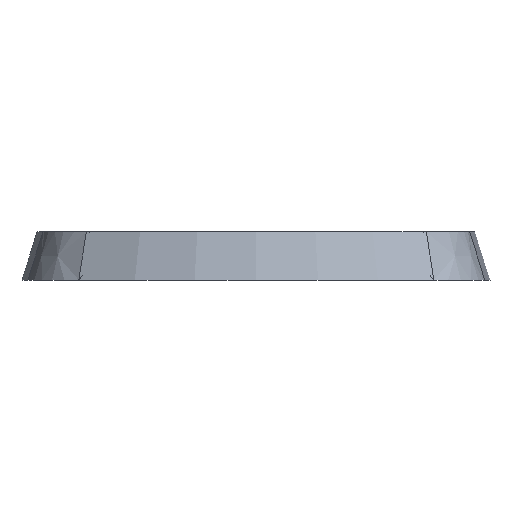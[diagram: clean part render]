
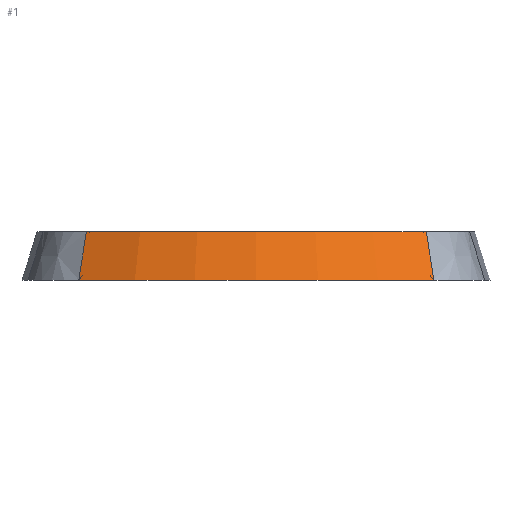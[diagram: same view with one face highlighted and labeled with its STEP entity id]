
A CAD part, front view. The second image highlights one B-rep face of the part: STEP entity #1.
In plain terms, the highlighted conical face has half-angle 17.543 degrees and reference radius 29.5 mm.
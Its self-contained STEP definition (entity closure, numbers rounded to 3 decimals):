
#1 = ADVANCED_FACE ( 'NONE', ( #1707 ), #1643, .T. ) ;
#194 = LINE ( 'NONE', #195, #1637 ) ;
#195 = CARTESIAN_POINT ( 'NONE',  ( 14.146, -64.936, 3. ) ) ;
#196 = DIRECTION ( 'NONE',  ( -0.151, 0.261, 0.953 ) ) ;
#205 = CARTESIAN_POINT ( 'NONE',  ( 0., -40.5, -1. ) ) ;
#209 = DIRECTION ( 'NONE',  ( 0., 0., 1. ) ) ;
#210 = DIRECTION ( 'NONE',  ( 1., 0., 0. ) ) ;
#211 = CARTESIAN_POINT ( 'NONE',  ( 0., -40.5, 3. ) ) ;
#212 = LINE ( 'NONE', #213, #1421 ) ;
#213 = CARTESIAN_POINT ( 'NONE',  ( -14.146, -64.936, 3. ) ) ;
#214 = DIRECTION ( 'NONE',  ( 0.151, 0.261, 0.953 ) ) ;
#215 = DIRECTION ( 'NONE',  ( 0., 0., 1. ) ) ;
#216 = DIRECTION ( 'NONE',  ( 1., 0., 0. ) ) ;
#585 = CARTESIAN_POINT ( 'NONE',  ( 0., -40.5, -1. ) ) ;
#586 = DIRECTION ( 'NONE',  ( 0., 0., -1. ) ) ;
#587 = DIRECTION ( 'NONE',  ( -1., 0., 0. ) ) ;
#913 = CARTESIAN_POINT ( 'NONE',  ( 14.779, -66.031, -1. ) ) ;
#914 = CARTESIAN_POINT ( 'NONE',  ( 14.146, -64.936, 3. ) ) ;
#916 = CARTESIAN_POINT ( 'NONE',  ( -14.779, -66.031, -1. ) ) ;
#917 = CARTESIAN_POINT ( 'NONE',  ( -14.146, -64.936, 3. ) ) ;
#1418 = AXIS2_PLACEMENT_3D ( 'NONE', #205, #209, #210 ) ;
#1420 = AXIS2_PLACEMENT_3D ( 'NONE', #211, #215, #216 ) ;
#1421 = VECTOR ( 'NONE', #214, 1000. ) ;
#1637 = VECTOR ( 'NONE', #196, 1000. ) ;
#1643 = CONICAL_SURFACE ( 'NONE', #1710, 29.5, 0.306 ) ;
#1658 = EDGE_CURVE ( 'NONE', #2089, #2090, #194, .T. ) ;
#1663 = EDGE_CURVE ( 'NONE', #2092, #2089, #1772, .T. ) ;
#1664 = EDGE_CURVE ( 'NONE', #2092, #2093, #212, .T. ) ;
#1665 = EDGE_CURVE ( 'NONE', #2093, #2090, #1773, .T. ) ;
#1707 = FACE_OUTER_BOUND ( 'NONE', #2000, .T. ) ;
#1710 = AXIS2_PLACEMENT_3D ( 'NONE', #585, #586, #587 ) ;
#1772 = CIRCLE ( 'NONE', #1418, 29.5 ) ;
#1773 = CIRCLE ( 'NONE', #1420, 28.236 ) ;
#2000 = EDGE_LOOP ( 'NONE', ( #2149, #2151, #2150, #2152 ) ) ;
#2089 = VERTEX_POINT ( 'NONE', #913 ) ;
#2090 = VERTEX_POINT ( 'NONE', #914 ) ;
#2092 = VERTEX_POINT ( 'NONE', #916 ) ;
#2093 = VERTEX_POINT ( 'NONE', #917 ) ;
#2149 = ORIENTED_EDGE ( 'NONE', *, *, #1664, .F. ) ;
#2150 = ORIENTED_EDGE ( 'NONE', *, *, #1658, .T. ) ;
#2151 = ORIENTED_EDGE ( 'NONE', *, *, #1663, .T. ) ;
#2152 = ORIENTED_EDGE ( 'NONE', *, *, #1665, .F. ) ;
